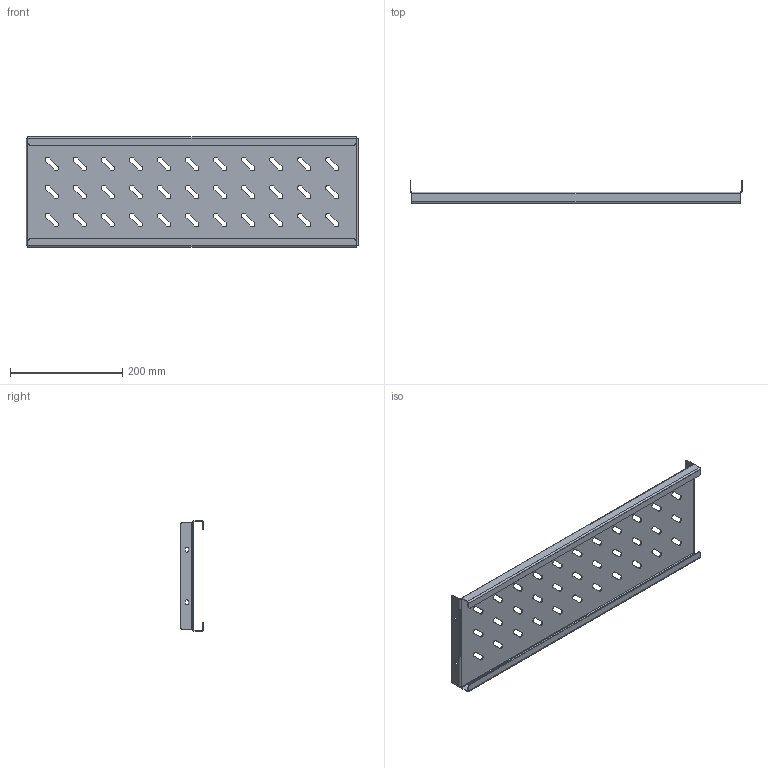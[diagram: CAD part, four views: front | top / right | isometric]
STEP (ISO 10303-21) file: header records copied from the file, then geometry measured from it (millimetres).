
FILE_DESCRIPTION (( 'STEP AP214' ), '1' );
FILE_NAME ('945.274.STEP', '2024-09-20T11:38:49', ( '' ), ( '' ), 'SwSTEP 2.0', 'SolidWorks 2021', '' );
FILE_SCHEMA (( 'AUTOMOTIVE_DESIGN' ));
Length unit declared in the file: millimetre
Products named in the file (1): 945.274
Bounding box: 592 x 41 x 197 mm (x, y, z)
Volume: 226834.4 mm3; surface area: 308733.2 mm2
Topology: 1 solids, 1 shells, 233 faces, 665 edges, 434 vertices
Faces by surface type: cylinder 127, plane 106
Entity records: 7831 total; most frequent: DIRECTION 1387, CARTESIAN_POINT 1333, ORIENTED_EDGE 1330, EDGE_CURVE 665, AXIS2_PLACEMENT_3D 488, VERTEX_POINT 434, VECTOR 411, LINE 411
